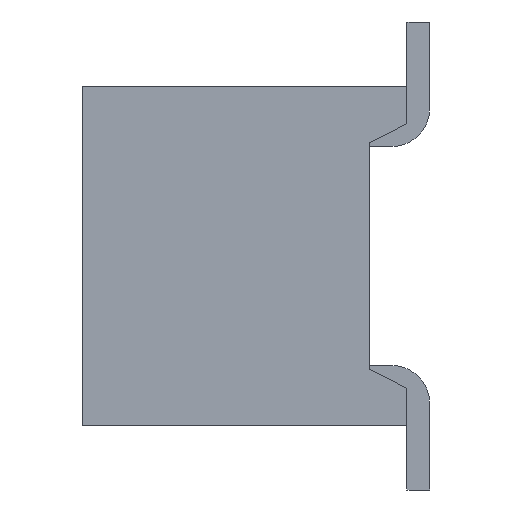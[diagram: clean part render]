
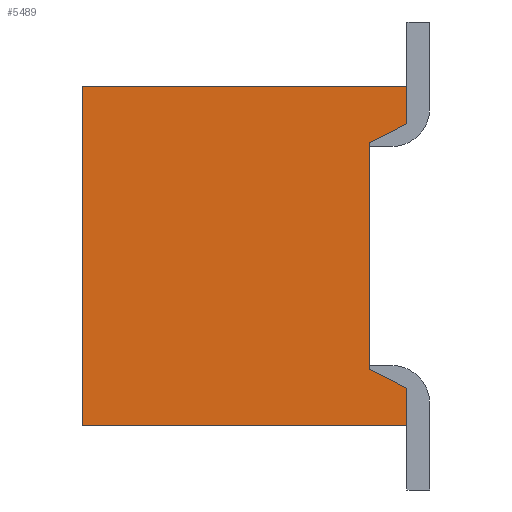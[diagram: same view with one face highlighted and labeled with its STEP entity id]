
A CAD part, left-side view. The second image highlights one B-rep face of the part: STEP entity #5489.
In plain terms, the highlighted planar face has unit normal (-1, 0, 0).
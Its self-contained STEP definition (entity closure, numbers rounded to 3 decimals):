
#362 = EDGE_CURVE ( 'NONE', #8722, #12563, #1535, .T. ) ;
#525 = EDGE_CURVE ( 'NONE', #13750, #14495, #2382, .T. ) ;
#543 = DIRECTION ( 'NONE',  ( 0., -0.894, 0.447 ) ) ;
#1116 = EDGE_CURVE ( 'NONE', #5837, #6697, #3307, .T. ) ;
#1122 = CARTESIAN_POINT ( 'NONE',  ( -1.25, 0.5, 1.5 ) ) ;
#1535 = LINE ( 'NONE', #13548, #3860 ) ;
#1550 = CARTESIAN_POINT ( 'NONE',  ( -1.25, 0., 0. ) ) ;
#1613 = ORIENTED_EDGE ( 'NONE', *, *, #14977, .T. ) ;
#1633 = VECTOR ( 'NONE', #543, 1000. ) ;
#1699 = LINE ( 'NONE', #6480, #8715 ) ;
#1889 = ORIENTED_EDGE ( 'NONE', *, *, #5626, .T. ) ;
#1893 = CARTESIAN_POINT ( 'NONE',  ( -1.25, 0.5, 1.5 ) ) ;
#2036 = DIRECTION ( 'NONE',  ( 0., 1., 0. ) ) ;
#2382 = LINE ( 'NONE', #13996, #13620 ) ;
#2650 = CARTESIAN_POINT ( 'NONE',  ( -1.25, 0., 0. ) ) ;
#2987 = CARTESIAN_POINT ( 'NONE',  ( -1.25, 0., 2.25 ) ) ;
#3307 = LINE ( 'NONE', #1893, #1633 ) ;
#3418 = CARTESIAN_POINT ( 'NONE',  ( -1.25, 4.3, 0. ) ) ;
#3554 = VECTOR ( 'NONE', #2036, 1000. ) ;
#3722 = CARTESIAN_POINT ( 'NONE',  ( -1.25, 0.5, -1.5 ) ) ;
#3860 = VECTOR ( 'NONE', #6163, 1000. ) ;
#3920 = DIRECTION ( 'NONE',  ( -1., 0., 0. ) ) ;
#4445 = DIRECTION ( 'NONE',  ( 0., 0., -1. ) ) ;
#4591 = CARTESIAN_POINT ( 'NONE',  ( -1.25, 4.3, 2.25 ) ) ;
#5398 = ORIENTED_EDGE ( 'NONE', *, *, #362, .T. ) ;
#5489 = ADVANCED_FACE ( 'NONE', ( #9746 ), #14641, .T. ) ;
#5531 = EDGE_CURVE ( 'NONE', #13750, #12563, #9657, .T. ) ;
#5626 = EDGE_CURVE ( 'NONE', #15467, #6038, #14889, .T. ) ;
#5656 = CARTESIAN_POINT ( 'NONE',  ( -1.25, 0., -2.25 ) ) ;
#5837 = VERTEX_POINT ( 'NONE', #1122 ) ;
#5840 = LINE ( 'NONE', #12899, #12038 ) ;
#5867 = EDGE_LOOP ( 'NONE', ( #1889, #8808, #5398, #13888, #7276, #11519, #11756, #1613 ) ) ;
#6038 = VERTEX_POINT ( 'NONE', #4591 ) ;
#6163 = DIRECTION ( 'NONE',  ( 0., -1., 0. ) ) ;
#6207 = VECTOR ( 'NONE', #4445, 1000. ) ;
#6480 = CARTESIAN_POINT ( 'NONE',  ( -1.25, 0., 0. ) ) ;
#6697 = VERTEX_POINT ( 'NONE', #6989 ) ;
#6989 = CARTESIAN_POINT ( 'NONE',  ( -1.25, 0., 1.75 ) ) ;
#7276 = ORIENTED_EDGE ( 'NONE', *, *, #525, .T. ) ;
#7892 = CARTESIAN_POINT ( 'NONE',  ( -1.25, 0., 2.25 ) ) ;
#8026 = DIRECTION ( 'NONE',  ( 0., 0., 1. ) ) ;
#8715 = VECTOR ( 'NONE', #8026, 1000. ) ;
#8722 = VERTEX_POINT ( 'NONE', #14577 ) ;
#8808 = ORIENTED_EDGE ( 'NONE', *, *, #10623, .T. ) ;
#9175 = LINE ( 'NONE', #3418, #6207 ) ;
#9657 = LINE ( 'NONE', #2650, #14798 ) ;
#9746 = FACE_OUTER_BOUND ( 'NONE', #5867, .T. ) ;
#10623 = EDGE_CURVE ( 'NONE', #6038, #8722, #9175, .T. ) ;
#11519 = ORIENTED_EDGE ( 'NONE', *, *, #14439, .T. ) ;
#11697 = DIRECTION ( 'NONE',  ( 0., 0., 1. ) ) ;
#11756 = ORIENTED_EDGE ( 'NONE', *, *, #1116, .T. ) ;
#12038 = VECTOR ( 'NONE', #11697, 1000. ) ;
#12094 = CARTESIAN_POINT ( 'NONE',  ( -1.25, 0., -1.75 ) ) ;
#12563 = VERTEX_POINT ( 'NONE', #5656 ) ;
#12899 = CARTESIAN_POINT ( 'NONE',  ( -1.25, 0.5, 0. ) ) ;
#13400 = DIRECTION ( 'NONE',  ( 0., 0., 1. ) ) ;
#13548 = CARTESIAN_POINT ( 'NONE',  ( -1.25, 4.3, -2.25 ) ) ;
#13620 = VECTOR ( 'NONE', #14155, 1000. ) ;
#13750 = VERTEX_POINT ( 'NONE', #12094 ) ;
#13888 = ORIENTED_EDGE ( 'NONE', *, *, #5531, .F. ) ;
#13996 = CARTESIAN_POINT ( 'NONE',  ( -1.25, 0., -1.75 ) ) ;
#14155 = DIRECTION ( 'NONE',  ( 0., 0.894, 0.447 ) ) ;
#14439 = EDGE_CURVE ( 'NONE', #14495, #5837, #5840, .T. ) ;
#14478 = DIRECTION ( 'NONE',  ( 0., 0., -1. ) ) ;
#14495 = VERTEX_POINT ( 'NONE', #3722 ) ;
#14577 = CARTESIAN_POINT ( 'NONE',  ( -1.25, 4.3, -2.25 ) ) ;
#14641 = PLANE ( 'NONE',  #15044 ) ;
#14798 = VECTOR ( 'NONE', #14478, 1000. ) ;
#14889 = LINE ( 'NONE', #2987, #3554 ) ;
#14977 = EDGE_CURVE ( 'NONE', #6697, #15467, #1699, .T. ) ;
#15044 = AXIS2_PLACEMENT_3D ( 'NONE', #1550, #3920, #13400 ) ;
#15467 = VERTEX_POINT ( 'NONE', #7892 ) ;
